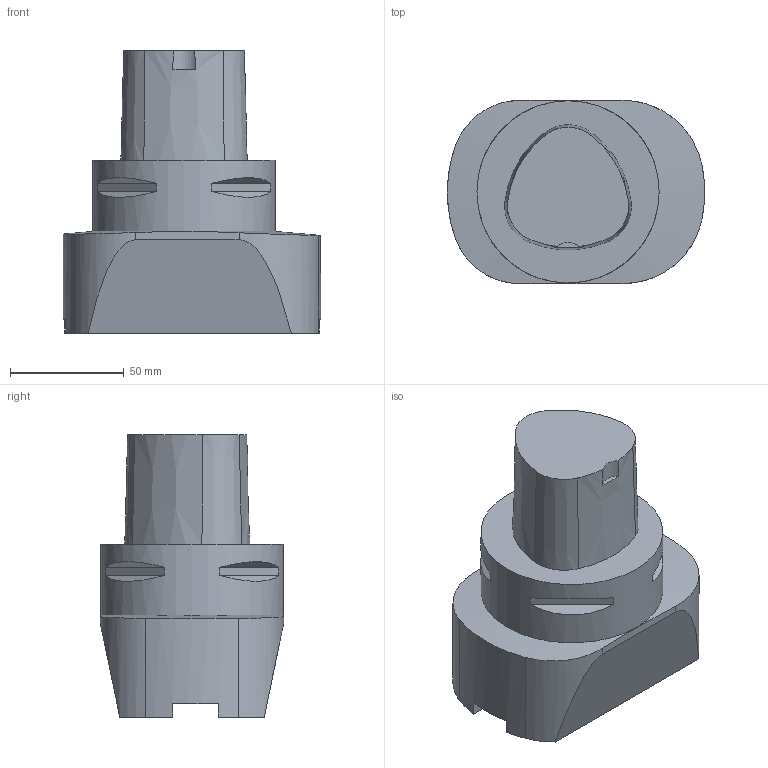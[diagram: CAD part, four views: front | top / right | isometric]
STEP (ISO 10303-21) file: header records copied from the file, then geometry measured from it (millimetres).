
FILE_DESCRIPTION(/* description */ (''),/* implementation_level */ '2;1');
FILE_NAME(/* name */ '1554292922551.stp',/* time_stamp */ '2019-04-03T14:02:18+02:00',/* author */ (''),/* organization */ ('SMS'),/* preprocessor_version */ 'ST-DEVELOPER v15',/* originating_system */ 'SIEMENS PLM Software NX 8.5',/* authorisation */ '');
FILE_SCHEMA (('AUTOMOTIVE_DESIGN { 1 0 10303 214 3 1 1 1 }'));
Length unit declared in the file: millimetre
Products named in the file (1): 111166877mod000_01
Bounding box: 112.97 x 80.4 x 124 mm (x, y, z)
Volume: 581111.5 mm3; surface area: 46453.8 mm2
Topology: 1 solids, 1 shells, 39 faces, 95 edges, 66 vertices
Faces by surface type: plane 24, cylinder 8, cone 7
Full cylindrical faces by diameter (mm): 80 x1
Entity records: 1253 total; most frequent: CARTESIAN_POINT 259, DIRECTION 210, ORIENTED_EDGE 184, EDGE_CURVE 92, AXIS2_PLACEMENT_3D 84, VERTEX_POINT 62, EDGE_LOOP 46, LINE 42
